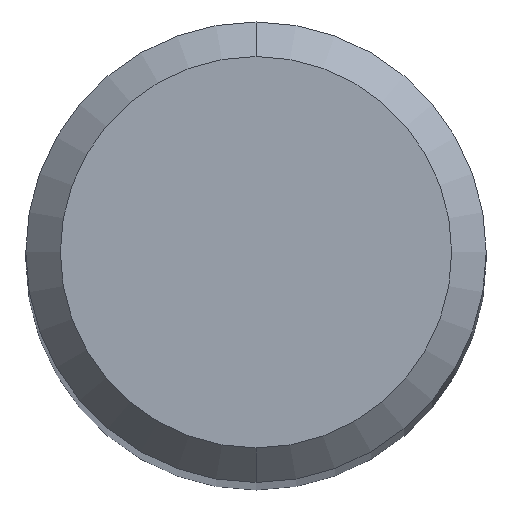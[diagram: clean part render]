
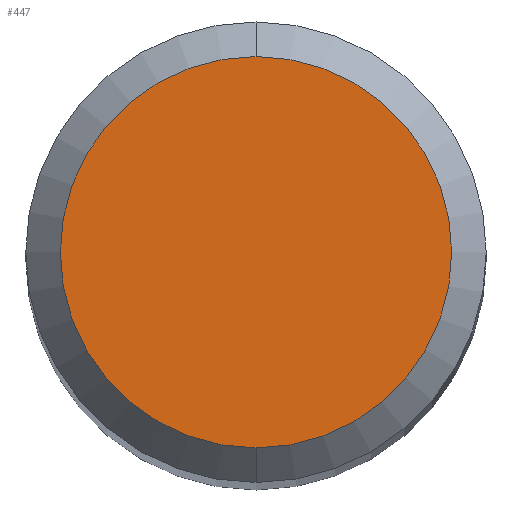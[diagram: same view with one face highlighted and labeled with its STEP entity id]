
A CAD part, top view. The second image highlights one B-rep face of the part: STEP entity #447.
In plain terms, the highlighted planar face has unit normal (0, 0, 1).
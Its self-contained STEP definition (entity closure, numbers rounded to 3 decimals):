
#445=EDGE_CURVE('',#515,#663,#1115,.T.);
#447=ADVANCED_FACE('',(#1117),#1118,.T.);
#515=VERTEX_POINT('',#1188);
#663=VERTEX_POINT('',#1354);
#909=EDGE_CURVE('',#663,#515,#1621,.T.);
#1115=CIRCLE('',#2051,1.7);
#1117=FACE_OUTER_BOUND('',#2053,.T.);
#1118=PLANE('',#2054);
#1188=CARTESIAN_POINT('',(0.0,1.7,0.0));
#1354=CARTESIAN_POINT('',(0.,-1.7,0.0));
#1621=CIRCLE('',#4150,1.7);
#2051=AXIS2_PLACEMENT_3D('',#4669,#4670,#4671);
#2053=EDGE_LOOP('',(#4673,#4674));
#2054=AXIS2_PLACEMENT_3D('',#4675,#4676,#4677);
#4150=AXIS2_PLACEMENT_3D('',#5208,#5209,#5210);
#4669=CARTESIAN_POINT('',(0.0,0.0,0.0));
#4670=DIRECTION('',(0.0,0.0,-1.0));
#4671=DIRECTION('',(0.0,1.0,0.0));
#4673=ORIENTED_EDGE('',*,*,#445,.F.);
#4674=ORIENTED_EDGE('',*,*,#909,.F.);
#4675=CARTESIAN_POINT('',(0.0,0.85,0.0));
#4676=DIRECTION('',(-0.0,0.0,1.0));
#4677=DIRECTION('',(0.0,-1.0,0.0));
#5208=CARTESIAN_POINT('',(0.0,0.0,0.0));
#5209=DIRECTION('',(0.0,0.0,-1.0));
#5210=DIRECTION('',(0.0,1.0,0.0));
